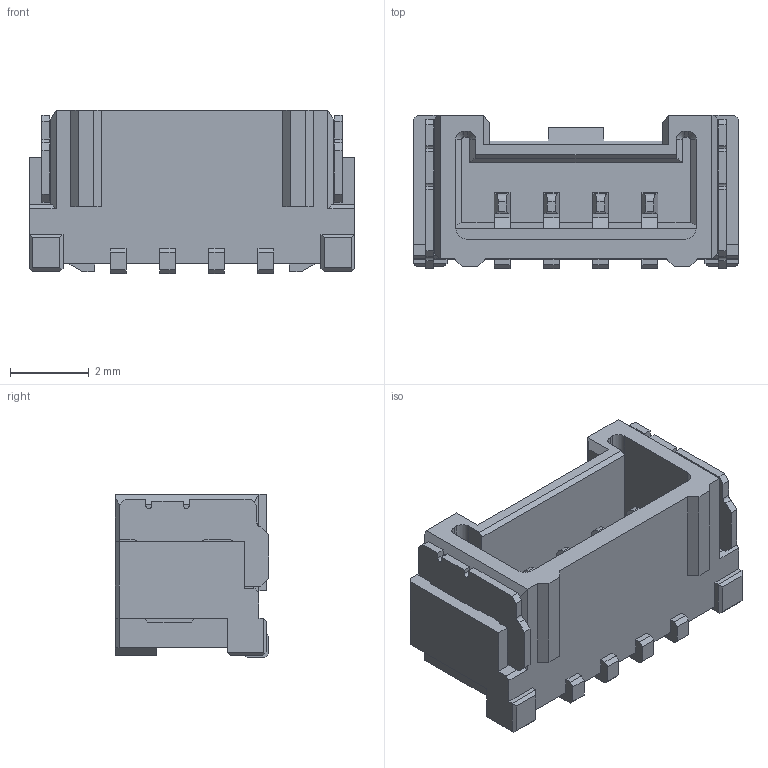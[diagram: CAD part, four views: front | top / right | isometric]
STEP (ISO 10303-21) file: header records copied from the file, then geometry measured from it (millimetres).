
FILE_DESCRIPTION (( 'STEP AP214' ), '1' );
FILE_NAME ('5041950470.STEP', '2018-07-03T16:28:07', ( '' ), ( '' ), 'SwSTEP 2.0', 'SolidWorks 2016', '' );
FILE_SCHEMA (( 'AUTOMOTIVE_DESIGN' ));
Length unit declared in the file: millimetre
Products named in the file (1): 5041950470
Bounding box: 8.25 x 3.9 x 4.15 mm (x, y, z)
Volume: 71.8 mm3; surface area: 241.3 mm2
Topology: 1 solids, 1 shells, 286 faces, 815 edges, 536 vertices
Faces by surface type: plane 256, cylinder 26, cone 4
Entity records: 10424 total; most frequent: CARTESIAN_POINT 1665, ORIENTED_EDGE 1630, DIRECTION 1426, EDGE_CURVE 815, LINE 756, VECTOR 756, VERTEX_POINT 536, AXIS2_PLACEMENT_3D 335
